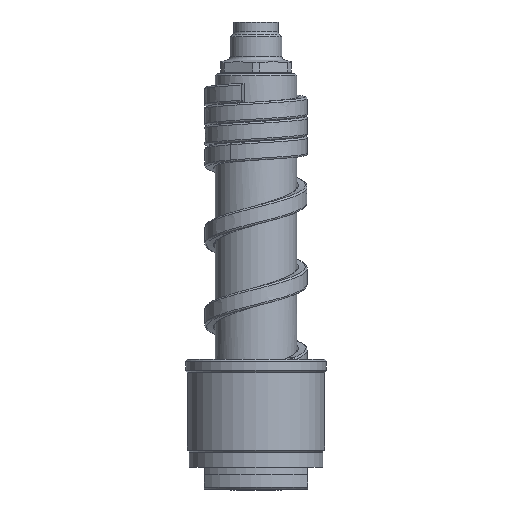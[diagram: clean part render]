
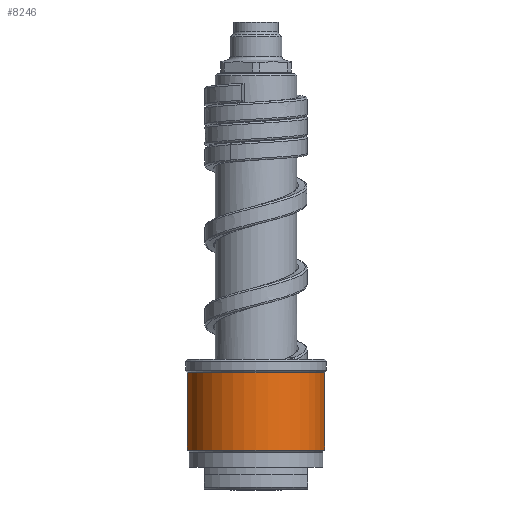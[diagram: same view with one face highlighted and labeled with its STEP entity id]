
A CAD part, front view. The second image highlights one B-rep face of the part: STEP entity #8246.
In plain terms, the highlighted cylindrical face has radius 18.5 mm (diameter 37 mm), a partial arc.
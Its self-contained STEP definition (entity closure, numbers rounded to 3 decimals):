
#1312=CARTESIAN_POINT('',(0.,0.,10.583));
#1313=DIRECTION('',(0.,0.,1.));
#1314=DIRECTION('',(-1.,0.,0.));
#1315=AXIS2_PLACEMENT_3D('',#1312,#1313,#1314);
#1317=DIRECTION('',(0.,0.,-1.));
#1318=VECTOR('',#1317,20.834);
#1319=CARTESIAN_POINT('',(-18.5,0.,31.417));
#1320=LINE('',#1319,#1318);
#1321=CARTESIAN_POINT('',(0.,0.,31.417));
#1322=DIRECTION('',(0.,0.,1.));
#1323=DIRECTION('',(-1.,0.,0.));
#1324=AXIS2_PLACEMENT_3D('',#1321,#1322,#1323);
#1326=DIRECTION('',(0.,0.,-1.));
#1327=VECTOR('',#1326,20.834);
#1328=CARTESIAN_POINT('',(18.5,0.,31.417));
#1329=LINE('',#1328,#1327);
#6139=CARTESIAN_POINT('',(18.5,0.,31.417));
#6140=CARTESIAN_POINT('',(-18.5,0.,31.417));
#6141=VERTEX_POINT('',#6139);
#6142=VERTEX_POINT('',#6140);
#6165=CARTESIAN_POINT('',(18.5,0.,10.583));
#6166=VERTEX_POINT('',#6165);
#6167=CARTESIAN_POINT('',(-18.5,0.,10.583));
#6168=VERTEX_POINT('',#6167);
#8232=CARTESIAN_POINT('',(0.,0.,8.75));
#8233=DIRECTION('',(0.,0.,1.));
#8234=DIRECTION('',(-1.,0.,0.));
#8235=AXIS2_PLACEMENT_3D('',#8232,#8233,#8234);
#8236=CYLINDRICAL_SURFACE('',#8235,18.5);
#8238=ORIENTED_EDGE('',*,*,#8237,.F.);
#8240=ORIENTED_EDGE('',*,*,#8239,.F.);
#8241=ORIENTED_EDGE('',*,*,#8222,.T.);
#8243=ORIENTED_EDGE('',*,*,#8242,.T.);
#8244=EDGE_LOOP('',(#8238,#8240,#8241,#8243));
#8245=FACE_OUTER_BOUND('',#8244,.F.);
#1316=CIRCLE('',#1315,18.5);
#1325=CIRCLE('',#1324,18.5);
#8222=EDGE_CURVE('',#6142,#6141,#1325,.T.);
#8237=EDGE_CURVE('',#6168,#6166,#1316,.T.);
#8239=EDGE_CURVE('',#6142,#6168,#1320,.T.);
#8242=EDGE_CURVE('',#6141,#6166,#1329,.T.);
#8246=ADVANCED_FACE('',(#8245),#8236,.T.);
